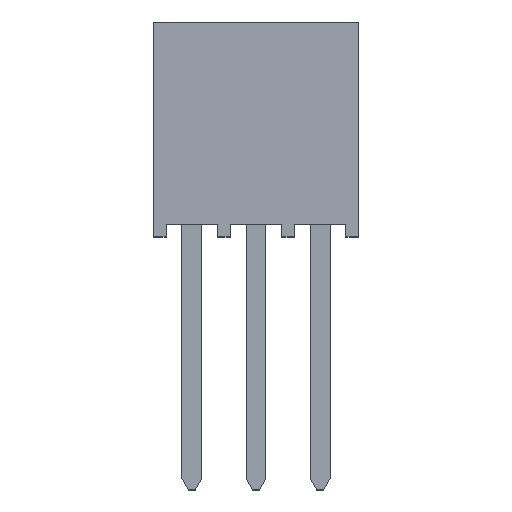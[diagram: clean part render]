
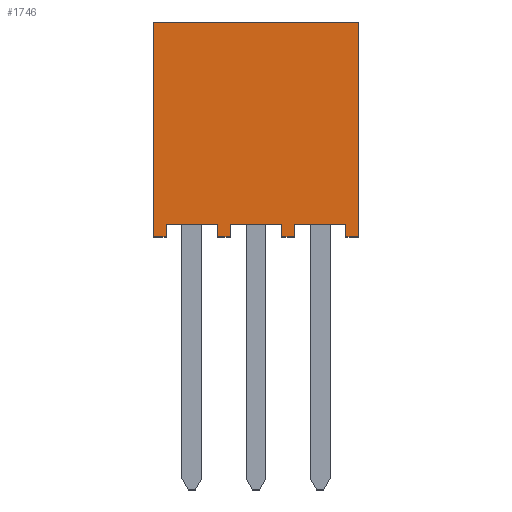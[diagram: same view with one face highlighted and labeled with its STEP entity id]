
A CAD part, top view. The second image highlights one B-rep face of the part: STEP entity #1746.
In plain terms, the highlighted planar face has unit normal (0, 0, 1).
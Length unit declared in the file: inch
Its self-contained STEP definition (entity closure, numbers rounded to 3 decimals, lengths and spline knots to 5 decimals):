
#287=ORIENTED_EDGE('',*,*,#647,.F.);
#288=ORIENTED_EDGE('',*,*,#648,.T.);
#289=ORIENTED_EDGE('',*,*,#649,.F.);
#290=ORIENTED_EDGE('',*,*,#650,.F.);
#291=ORIENTED_EDGE('',*,*,#651,.T.);
#292=ORIENTED_EDGE('',*,*,#652,.T.);
#293=ORIENTED_EDGE('',*,*,#653,.F.);
#294=ORIENTED_EDGE('',*,*,#654,.F.);
#295=ORIENTED_EDGE('',*,*,#655,.F.);
#296=ORIENTED_EDGE('',*,*,#656,.T.);
#297=ORIENTED_EDGE('',*,*,#657,.F.);
#298=ORIENTED_EDGE('',*,*,#658,.F.);
#299=ORIENTED_EDGE('',*,*,#659,.F.);
#300=ORIENTED_EDGE('',*,*,#660,.T.);
#301=ORIENTED_EDGE('',*,*,#661,.F.);
#302=ORIENTED_EDGE('',*,*,#662,.F.);
#647=EDGE_CURVE('',#847,#848,#1047,.T.);
#648=EDGE_CURVE('',#847,#849,#1048,.T.);
#649=EDGE_CURVE('',#850,#849,#1049,.T.);
#650=EDGE_CURVE('',#851,#850,#1050,.T.);
#651=EDGE_CURVE('',#851,#852,#1051,.T.);
#652=EDGE_CURVE('',#852,#853,#1052,.T.);
#653=EDGE_CURVE('',#854,#853,#1053,.T.);
#654=EDGE_CURVE('',#855,#854,#1054,.T.);
#655=EDGE_CURVE('',#856,#855,#1055,.T.);
#656=EDGE_CURVE('',#856,#857,#1056,.T.);
#657=EDGE_CURVE('',#858,#857,#1057,.T.);
#658=EDGE_CURVE('',#859,#858,#1058,.T.);
#659=EDGE_CURVE('',#860,#859,#1059,.T.);
#660=EDGE_CURVE('',#860,#861,#1060,.T.);
#661=EDGE_CURVE('',#862,#861,#1061,.T.);
#662=EDGE_CURVE('',#848,#862,#1062,.T.);
#847=VERTEX_POINT('',#2616);
#848=VERTEX_POINT('',#2617);
#849=VERTEX_POINT('',#2619);
#850=VERTEX_POINT('',#2621);
#851=VERTEX_POINT('',#2623);
#852=VERTEX_POINT('',#2625);
#853=VERTEX_POINT('',#2627);
#854=VERTEX_POINT('',#2629);
#855=VERTEX_POINT('',#2631);
#856=VERTEX_POINT('',#2633);
#857=VERTEX_POINT('',#2635);
#858=VERTEX_POINT('',#2637);
#859=VERTEX_POINT('',#2639);
#860=VERTEX_POINT('',#2641);
#861=VERTEX_POINT('',#2643);
#862=VERTEX_POINT('',#2645);
#1047=LINE('',#2615,#1287);
#1048=LINE('',#2618,#1288);
#1049=LINE('',#2620,#1289);
#1050=LINE('',#2622,#1290);
#1051=LINE('',#2624,#1291);
#1052=LINE('',#2626,#1292);
#1053=LINE('',#2628,#1293);
#1054=LINE('',#2630,#1294);
#1055=LINE('',#2632,#1295);
#1056=LINE('',#2634,#1296);
#1057=LINE('',#2636,#1297);
#1058=LINE('',#2638,#1298);
#1059=LINE('',#2640,#1299);
#1060=LINE('',#2642,#1300);
#1061=LINE('',#2644,#1301);
#1062=LINE('',#2646,#1302);
#1287=VECTOR('',#2145,39.37008);
#1288=VECTOR('',#2146,39.37008);
#1289=VECTOR('',#2147,39.37008);
#1290=VECTOR('',#2148,39.37008);
#1291=VECTOR('',#2149,39.37008);
#1292=VECTOR('',#2150,39.37008);
#1293=VECTOR('',#2151,39.37008);
#1294=VECTOR('',#2152,39.37008);
#1295=VECTOR('',#2153,39.37008);
#1296=VECTOR('',#2154,39.37008);
#1297=VECTOR('',#2155,39.37008);
#1298=VECTOR('',#2156,39.37008);
#1299=VECTOR('',#2157,39.37008);
#1300=VECTOR('',#2158,39.37008);
#1301=VECTOR('',#2159,39.37008);
#1302=VECTOR('',#2160,39.37008);
#1446=EDGE_LOOP('',(#287,#288,#289,#290,#291,#292,#293,#294,#295,#296,#297,
#298,#299,#300,#301,#302));
#1554=FACE_BOUND('',#1446,.T.);
#1656=PLANE('',#1863);
#1746=ADVANCED_FACE('',(#1554),#1656,.F.);
#1863=AXIS2_PLACEMENT_3D('',#2614,#2143,#2144);
#2143=DIRECTION('',(0.,0.,-1.));
#2144=DIRECTION('',(-1.,0.,0.));
#2145=DIRECTION('',(0.,1.,0.));
#2146=DIRECTION('',(1.,0.,0.));
#2147=DIRECTION('',(0.,-1.,0.));
#2148=DIRECTION('',(1.,0.,0.));
#2149=DIRECTION('',(0.,-1.,0.));
#2150=DIRECTION('',(1.,0.,0.));
#2151=DIRECTION('',(0.,-1.,0.));
#2152=DIRECTION('',(-1.,0.,0.));
#2153=DIRECTION('',(0.,1.,0.));
#2154=DIRECTION('',(1.,0.,0.));
#2155=DIRECTION('',(0.,-1.,0.));
#2156=DIRECTION('',(-1.,0.,0.));
#2157=DIRECTION('',(0.,1.,0.));
#2158=DIRECTION('',(1.,0.,0.));
#2159=DIRECTION('',(0.,-1.,0.));
#2160=DIRECTION('',(-1.,0.,0.));
#2614=CARTESIAN_POINT('',(-0.16,0.335,0.0975));
#2615=CARTESIAN_POINT('',(0.14,0.335,0.0975));
#2616=CARTESIAN_POINT('',(0.14,0.,0.0975));
#2617=CARTESIAN_POINT('',(0.14,0.02,0.0975));
#2618=CARTESIAN_POINT('',(-0.16,0.,0.0975));
#2619=CARTESIAN_POINT('',(0.16,0.,0.0975));
#2620=CARTESIAN_POINT('',(0.16,0.335,0.0975));
#2621=CARTESIAN_POINT('',(0.16,0.335,0.0975));
#2622=CARTESIAN_POINT('',(-0.16,0.335,0.0975));
#2623=CARTESIAN_POINT('',(-0.16,0.335,0.0975));
#2624=CARTESIAN_POINT('',(-0.16,0.335,0.0975));
#2625=CARTESIAN_POINT('',(-0.16,0.,0.0975));
#2626=CARTESIAN_POINT('',(-0.16,0.,0.0975));
#2627=CARTESIAN_POINT('',(-0.14,0.,0.0975));
#2628=CARTESIAN_POINT('',(-0.14,0.335,0.0975));
#2629=CARTESIAN_POINT('',(-0.14,0.02,0.0975));
#2630=CARTESIAN_POINT('',(-0.16,0.02,0.0975));
#2631=CARTESIAN_POINT('',(-0.06,0.02,0.0975));
#2632=CARTESIAN_POINT('',(-0.06,0.335,0.0975));
#2633=CARTESIAN_POINT('',(-0.06,0.,0.0975));
#2634=CARTESIAN_POINT('',(-0.16,0.,0.0975));
#2635=CARTESIAN_POINT('',(-0.04,0.,0.0975));
#2636=CARTESIAN_POINT('',(-0.04,0.335,0.0975));
#2637=CARTESIAN_POINT('',(-0.04,0.02,0.0975));
#2638=CARTESIAN_POINT('',(-0.16,0.02,0.0975));
#2639=CARTESIAN_POINT('',(0.04,0.02,0.0975));
#2640=CARTESIAN_POINT('',(0.04,0.335,0.0975));
#2641=CARTESIAN_POINT('',(0.04,0.,0.0975));
#2642=CARTESIAN_POINT('',(-0.16,0.,0.0975));
#2643=CARTESIAN_POINT('',(0.06,0.,0.0975));
#2644=CARTESIAN_POINT('',(0.06,0.335,0.0975));
#2645=CARTESIAN_POINT('',(0.06,0.02,0.0975));
#2646=CARTESIAN_POINT('',(-0.16,0.02,0.0975));
